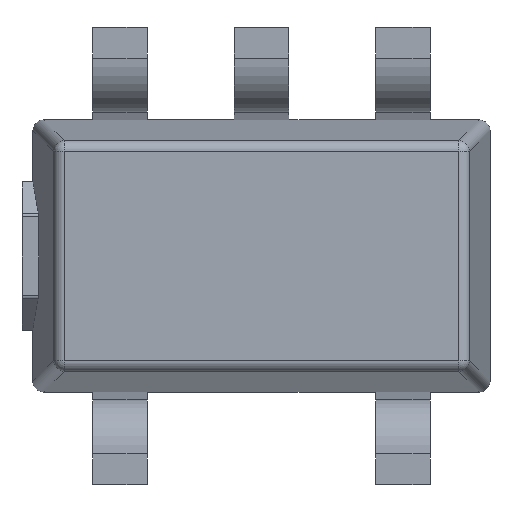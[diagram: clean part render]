
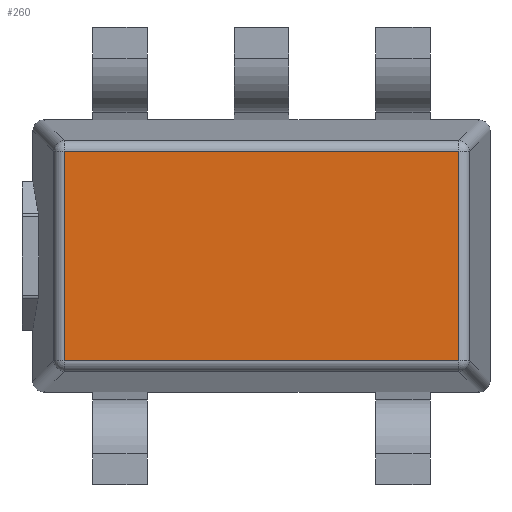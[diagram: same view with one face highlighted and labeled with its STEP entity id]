
A CAD part, front view. The second image highlights one B-rep face of the part: STEP entity #260.
In plain terms, the highlighted face is planar.
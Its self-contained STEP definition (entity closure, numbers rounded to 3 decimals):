
#260=ADVANCED_FACE('NONE',(#261),#295,.F.);
#261=FACE_BOUND('NONE',#262,.T.);
#262=EDGE_LOOP('',(#263,#273,#281,#289));
#263=ORIENTED_EDGE('',*,*,#264,.T.);
#264=EDGE_CURVE('NONE',#265,#267,#269,.T.);
#265=VERTEX_POINT('NONE',#266);
#266=CARTESIAN_POINT('',(0.144,0.58,-1.106));
#267=VERTEX_POINT('NONE',#268);
#268=CARTESIAN_POINT('',(0.144,0.58,-0.144));
#269=LINE('',#270,#271);
#270=CARTESIAN_POINT('',(0.144,0.58,0.0));
#271=VECTOR('',#272,1.0);
#272=DIRECTION('',(0.0,0.0,1.0));
#273=ORIENTED_EDGE('',*,*,#274,.T.);
#274=EDGE_CURVE('NONE',#267,#275,#277,.T.);
#275=VERTEX_POINT('NONE',#276);
#276=CARTESIAN_POINT('',(1.956,0.58,-0.144));
#277=LINE('',#278,#279);
#278=CARTESIAN_POINT('',(0.0,0.58,-0.144));
#279=VECTOR('',#280,1.0);
#280=DIRECTION('',(1.0,0.0,0.0));
#281=ORIENTED_EDGE('',*,*,#282,.T.);
#282=EDGE_CURVE('NONE',#275,#283,#285,.T.);
#283=VERTEX_POINT('NONE',#284);
#284=CARTESIAN_POINT('',(1.956,0.58,-1.106));
#285=LINE('',#286,#287);
#286=CARTESIAN_POINT('',(1.956,0.58,0.0));
#287=VECTOR('',#288,1.0);
#288=DIRECTION('',(0.0,0.0,-1.0));
#289=ORIENTED_EDGE('',*,*,#290,.T.);
#290=EDGE_CURVE('NONE',#283,#265,#291,.T.);
#291=LINE('',#292,#293);
#292=CARTESIAN_POINT('',(0.0,0.58,-1.106));
#293=VECTOR('',#294,1.0);
#294=DIRECTION('',(-1.0,0.0,0.0));
#295=PLANE('',#296);
#296=AXIS2_PLACEMENT_3D('',#297,#298,#299);
#297=CARTESIAN_POINT('',(0.0,0.58,0.0));
#298=DIRECTION('',(0.0,-1.0,0.0));
#299=DIRECTION('',(0.0,0.0,-1.0));
